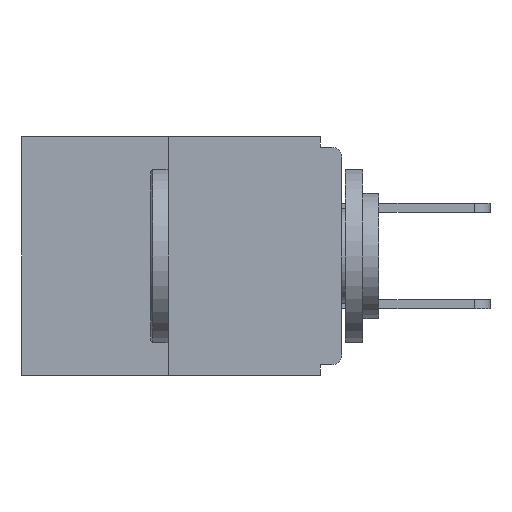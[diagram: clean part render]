
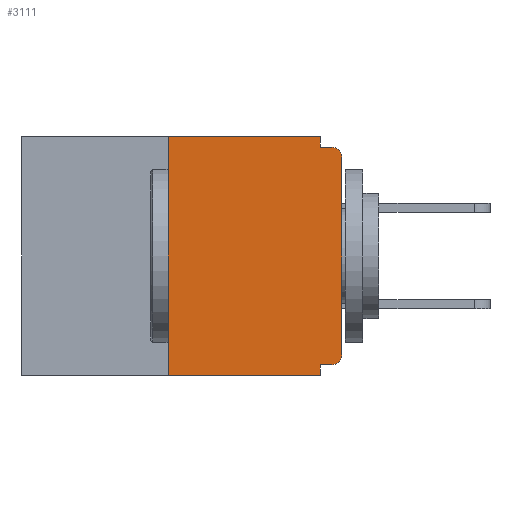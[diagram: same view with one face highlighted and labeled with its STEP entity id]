
A CAD part, left-side view. The second image highlights one B-rep face of the part: STEP entity #3111.
In plain terms, the highlighted planar face has unit normal (-1, 0, 0).
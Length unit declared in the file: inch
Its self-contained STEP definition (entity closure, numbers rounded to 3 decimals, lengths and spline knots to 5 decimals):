
#51 = CARTESIAN_POINT ( 'NONE',  ( 0., 0., -0.313 ) ) ;
#670 = EDGE_CURVE ( 'NONE', #13440, #1357, #8078, .T. ) ;
#773 = CARTESIAN_POINT ( 'NONE',  ( 0., 0., -0.328 ) ) ;
#847 = CARTESIAN_POINT ( 'NONE',  ( 0., 0.25, -0.343 ) ) ;
#1201 = EDGE_CURVE ( 'NONE', #1950, #1893, #7276, .T. ) ;
#1357 = VERTEX_POINT ( 'NONE', #16629 ) ;
#1397 = DIRECTION ( 'NONE',  ( 0., -1., 0. ) ) ;
#1526 = EDGE_CURVE ( 'NONE', #15072, #16647, #14086, .T. ) ;
#1682 = EDGE_CURVE ( 'NONE', #1893, #1357, #13500, .T. ) ;
#1893 = VERTEX_POINT ( 'NONE', #6465 ) ;
#1950 = VERTEX_POINT ( 'NONE', #51 ) ;
#2124 = ORIENTED_EDGE ( 'NONE', *, *, #10512, .T. ) ;
#2207 = AXIS2_PLACEMENT_3D ( 'NONE', #13675, #14994, #14542 ) ;
#2271 = EDGE_CURVE ( 'NONE', #8200, #16647, #5834, .T. ) ;
#2389 = ORIENTED_EDGE ( 'NONE', *, *, #1682, .T. ) ;
#2423 = CIRCLE ( 'NONE', #2207, 0.015 ) ;
#2966 = CARTESIAN_POINT ( 'NONE',  ( 0., 0.031, -0.015 ) ) ;
#3111 = ADVANCED_FACE ( 'NONE', ( #12243 ), #8109, .F. ) ;
#3315 = EDGE_CURVE ( 'NONE', #6176, #12111, #16082, .T. ) ;
#3596 = ORIENTED_EDGE ( 'NONE', *, *, #2271, .F. ) ;
#3849 = EDGE_CURVE ( 'NONE', #12111, #13440, #6340, .T. ) ;
#3960 = ORIENTED_EDGE ( 'NONE', *, *, #1201, .T. ) ;
#3992 = ORIENTED_EDGE ( 'NONE', *, *, #1526, .T. ) ;
#4818 = LINE ( 'NONE', #9190, #11839 ) ;
#4960 = CARTESIAN_POINT ( 'NONE',  ( 0., 0.031, -0.343 ) ) ;
#5547 = VECTOR ( 'NONE', #7350, 39.37008 ) ;
#5552 = ORIENTED_EDGE ( 'NONE', *, *, #10732, .F. ) ;
#5834 = LINE ( 'NONE', #4960, #10646 ) ;
#5881 = DIRECTION ( 'NONE',  ( 0., -1., 0. ) ) ;
#6176 = VERTEX_POINT ( 'NONE', #12653 ) ;
#6241 = DIRECTION ( 'NONE',  ( 0., 0., -1. ) ) ;
#6298 = VECTOR ( 'NONE', #12863, 39.37008 ) ;
#6340 = LINE ( 'NONE', #16148, #5547 ) ;
#6352 = ORIENTED_EDGE ( 'NONE', *, *, #3849, .F. ) ;
#6465 = CARTESIAN_POINT ( 'NONE',  ( 0., 0., -0.03 ) ) ;
#6639 = DIRECTION ( 'NONE',  ( 1., 0., 0. ) ) ;
#6771 = CARTESIAN_POINT ( 'NONE',  ( 0., 0.015, -0.328 ) ) ;
#6954 = VECTOR ( 'NONE', #1397, 39.37008 ) ;
#7264 = DIRECTION ( 'NONE',  ( 0., 0., -1. ) ) ;
#7276 = LINE ( 'NONE', #10921, #14512 ) ;
#7350 = DIRECTION ( 'NONE',  ( 0., 0., -1. ) ) ;
#7576 = ORIENTED_EDGE ( 'NONE', *, *, #15660, .F. ) ;
#8011 = DIRECTION ( 'NONE',  ( 0., 0., 1. ) ) ;
#8078 = LINE ( 'NONE', #13020, #6298 ) ;
#8109 = PLANE ( 'NONE',  #10995 ) ;
#8200 = VERTEX_POINT ( 'NONE', #9595 ) ;
#8298 = AXIS2_PLACEMENT_3D ( 'NONE', #9750, #15041, #7264 ) ;
#9190 = CARTESIAN_POINT ( 'NONE',  ( 0., 0.25, 0. ) ) ;
#9509 = CARTESIAN_POINT ( 'NONE',  ( 0., 0.031, 0. ) ) ;
#9567 = VERTEX_POINT ( 'NONE', #6771 ) ;
#9595 = CARTESIAN_POINT ( 'NONE',  ( 0., 0.031, -0.328 ) ) ;
#9750 = CARTESIAN_POINT ( 'NONE',  ( 0., 0.015, -0.03 ) ) ;
#9875 = VECTOR ( 'NONE', #11122, 39.37008 ) ;
#9942 = CARTESIAN_POINT ( 'NONE',  ( 0., 0.031, -0.343 ) ) ;
#10403 = CARTESIAN_POINT ( 'NONE',  ( 0., 0.46, 0. ) ) ;
#10512 = EDGE_CURVE ( 'NONE', #9567, #1950, #2423, .T. ) ;
#10646 = VECTOR ( 'NONE', #6241, 39.37008 ) ;
#10732 = EDGE_CURVE ( 'NONE', #15072, #6176, #4818, .T. ) ;
#10869 = LINE ( 'NONE', #773, #9875 ) ;
#10921 = CARTESIAN_POINT ( 'NONE',  ( 0., 0., 0. ) ) ;
#10995 = AXIS2_PLACEMENT_3D ( 'NONE', #14338, #6639, #15668 ) ;
#11122 = DIRECTION ( 'NONE',  ( 0., 1., 0. ) ) ;
#11839 = VECTOR ( 'NONE', #8011, 39.37008 ) ;
#12111 = VERTEX_POINT ( 'NONE', #9509 ) ;
#12230 = CARTESIAN_POINT ( 'NONE',  ( 0., 0.46, -0.343 ) ) ;
#12243 = FACE_OUTER_BOUND ( 'NONE', #13847, .T. ) ;
#12653 = CARTESIAN_POINT ( 'NONE',  ( 0., 0.25, 0. ) ) ;
#12695 = ORIENTED_EDGE ( 'NONE', *, *, #670, .F. ) ;
#12863 = DIRECTION ( 'NONE',  ( 0., -1., 0. ) ) ;
#13020 = CARTESIAN_POINT ( 'NONE',  ( 0., 0., -0.015 ) ) ;
#13440 = VERTEX_POINT ( 'NONE', #2966 ) ;
#13500 = CIRCLE ( 'NONE', #8298, 0.015 ) ;
#13612 = DIRECTION ( 'NONE',  ( 0., 0., 1. ) ) ;
#13675 = CARTESIAN_POINT ( 'NONE',  ( 0., 0.015, -0.313 ) ) ;
#13759 = ORIENTED_EDGE ( 'NONE', *, *, #3315, .F. ) ;
#13847 = EDGE_LOOP ( 'NONE', ( #13759, #5552, #3992, #3596, #7576, #2124, #3960, #2389, #12695, #6352 ) ) ;
#13906 = VECTOR ( 'NONE', #5881, 39.37008 ) ;
#14086 = LINE ( 'NONE', #12230, #13906 ) ;
#14338 = CARTESIAN_POINT ( 'NONE',  ( 0., 0.46, 0. ) ) ;
#14512 = VECTOR ( 'NONE', #13612, 39.37008 ) ;
#14542 = DIRECTION ( 'NONE',  ( 0., 0., -1. ) ) ;
#14994 = DIRECTION ( 'NONE',  ( -1., 0., 0. ) ) ;
#15041 = DIRECTION ( 'NONE',  ( -1., 0., 0. ) ) ;
#15072 = VERTEX_POINT ( 'NONE', #847 ) ;
#15660 = EDGE_CURVE ( 'NONE', #9567, #8200, #10869, .T. ) ;
#15668 = DIRECTION ( 'NONE',  ( 0., 0., -1. ) ) ;
#16082 = LINE ( 'NONE', #10403, #6954 ) ;
#16148 = CARTESIAN_POINT ( 'NONE',  ( 0., 0.031, 0. ) ) ;
#16629 = CARTESIAN_POINT ( 'NONE',  ( 0., 0.015, -0.015 ) ) ;
#16647 = VERTEX_POINT ( 'NONE', #9942 ) ;
